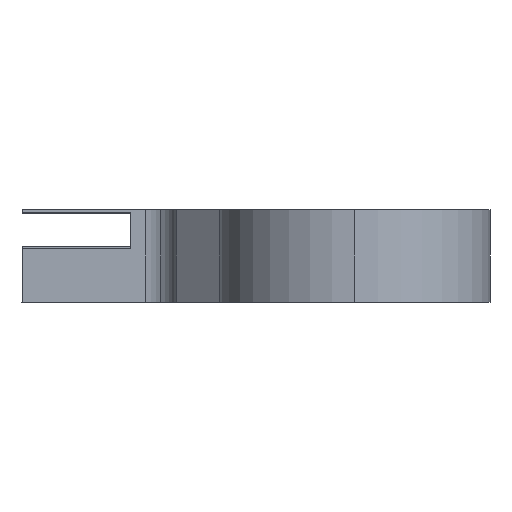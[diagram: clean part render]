
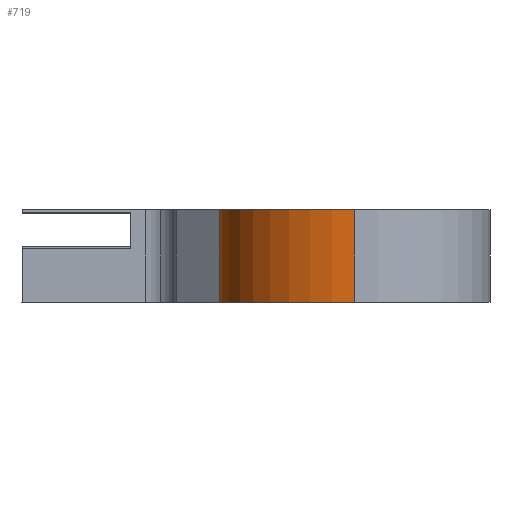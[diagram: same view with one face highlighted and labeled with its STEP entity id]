
A CAD part, left-side view. The second image highlights one B-rep face of the part: STEP entity #719.
In plain terms, the highlighted cylindrical face has radius 8.755 mm (diameter 17.51 mm), a partial arc.
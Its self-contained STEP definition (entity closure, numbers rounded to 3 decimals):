
#22 = AXIS2_PLACEMENT_3D ( 'NONE', #419, #997, #528 ) ;
#46 = AXIS2_PLACEMENT_3D ( 'NONE', #583, #293, #978 ) ;
#51 = VERTEX_POINT ( 'NONE', #294 ) ;
#98 = ORIENTED_EDGE ( 'NONE', *, *, #396, .F. ) ;
#111 = CARTESIAN_POINT ( 'NONE',  ( -264.649, -130.657, 0.564 ) ) ;
#162 = AXIS2_PLACEMENT_3D ( 'NONE', #111, #770, #236 ) ;
#174 = EDGE_LOOP ( 'NONE', ( #397, #1040, #866, #98 ) ) ;
#182 = CYLINDRICAL_SURFACE ( 'NONE', #46, 8.755 ) ;
#217 = CARTESIAN_POINT ( 'NONE',  ( -263.61, -121.964, 6.564 ) ) ;
#236 = DIRECTION ( 'NONE',  ( 1., 0., 0. ) ) ;
#272 = DIRECTION ( 'NONE',  ( 0., 0., -1. ) ) ;
#282 = VERTEX_POINT ( 'NONE', #332 ) ;
#285 = EDGE_CURVE ( 'NONE', #653, #282, #775, .T. ) ;
#293 = DIRECTION ( 'NONE',  ( 0., 0., -1. ) ) ;
#294 = CARTESIAN_POINT ( 'NONE',  ( -273.404, -130.657, 6.564 ) ) ;
#332 = CARTESIAN_POINT ( 'NONE',  ( -263.61, -121.964, 0.564 ) ) ;
#335 = CARTESIAN_POINT ( 'NONE',  ( -263.61, -121.964, 6.564 ) ) ;
#390 = EDGE_CURVE ( 'NONE', #51, #880, #428, .T. ) ;
#396 = EDGE_CURVE ( 'NONE', #880, #282, #630, .T. ) ;
#397 = ORIENTED_EDGE ( 'NONE', *, *, #390, .F. ) ;
#419 = CARTESIAN_POINT ( 'NONE',  ( -264.649, -130.657, 6.564 ) ) ;
#428 = LINE ( 'NONE', #854, #853 ) ;
#528 = DIRECTION ( 'NONE',  ( 1., 0., 0. ) ) ;
#565 = VECTOR ( 'NONE', #272, 1000. ) ;
#583 = CARTESIAN_POINT ( 'NONE',  ( -264.649, -130.657, 6.564 ) ) ;
#603 = CIRCLE ( 'NONE', #22, 8.755 ) ;
#622 = CARTESIAN_POINT ( 'NONE',  ( -273.404, -130.657, 0.564 ) ) ;
#630 = CIRCLE ( 'NONE', #162, 8.755 ) ;
#653 = VERTEX_POINT ( 'NONE', #217 ) ;
#719 = ADVANCED_FACE ( 'NONE', ( #729 ), #182, .T. ) ;
#729 = FACE_OUTER_BOUND ( 'NONE', #174, .T. ) ;
#770 = DIRECTION ( 'NONE',  ( 0., 0., -1. ) ) ;
#775 = LINE ( 'NONE', #335, #565 ) ;
#825 = EDGE_CURVE ( 'NONE', #51, #653, #603, .T. ) ;
#853 = VECTOR ( 'NONE', #937, 1000. ) ;
#854 = CARTESIAN_POINT ( 'NONE',  ( -273.404, -130.657, 6.564 ) ) ;
#866 = ORIENTED_EDGE ( 'NONE', *, *, #285, .T. ) ;
#880 = VERTEX_POINT ( 'NONE', #622 ) ;
#937 = DIRECTION ( 'NONE',  ( 0., 0., -1. ) ) ;
#978 = DIRECTION ( 'NONE',  ( -1., 0., 0. ) ) ;
#997 = DIRECTION ( 'NONE',  ( 0., 0., -1. ) ) ;
#1040 = ORIENTED_EDGE ( 'NONE', *, *, #825, .T. ) ;
